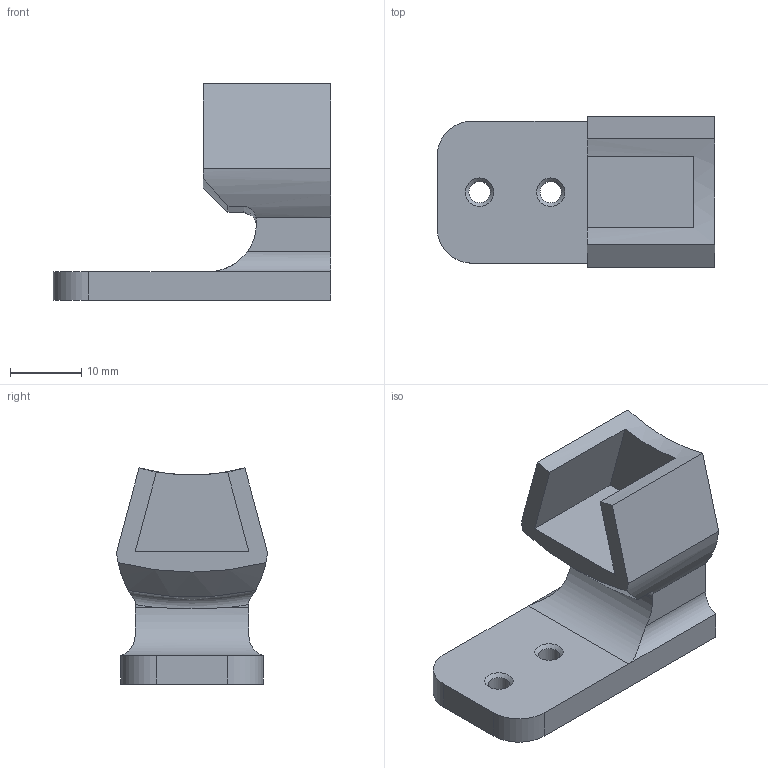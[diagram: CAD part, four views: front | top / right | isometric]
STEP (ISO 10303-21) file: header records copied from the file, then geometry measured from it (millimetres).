
FILE_DESCRIPTION(/* description */ (''),/* implementation_level */ '2;1');
FILE_NAME(/* name */ 'support_arm_wallmount.step',/* time_stamp */ '2021-09-23T13:59:10+02:00',/* author */ (''),/* organization */ (''),/* preprocessor_version */ 'ST-DEVELOPER v18.1',/* originating_system */ 'Autodesk Translation Framework v10.10.0.1391',/* authorisation */ '');
FILE_SCHEMA (('AUTOMOTIVE_DESIGN { 1 0 10303 214 3 1 1 }'));
Length unit declared in the file: millimetre
Products named in the file (1): support_arm_wallmount
Bounding box: 39.12 x 21.25 x 30.42 mm (x, y, z)
Volume: 8239.9 mm3; surface area: 4364.5 mm2
Topology: 1 solids, 1 shells, 32 faces, 86 edges, 56 vertices
Faces by surface type: plane 17, cylinder 11, cone 3, torus 1
Full cylindrical faces by diameter (mm): 3 x2
Entity records: 1087 total; most frequent: CARTESIAN_POINT 234, ORIENTED_EDGE 172, DIRECTION 170, EDGE_CURVE 86, AXIS2_PLACEMENT_3D 60, VERTEX_POINT 56, LINE 50, VECTOR 50
